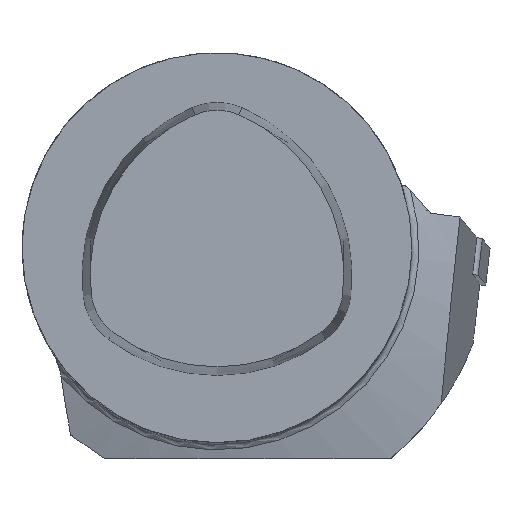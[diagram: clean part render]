
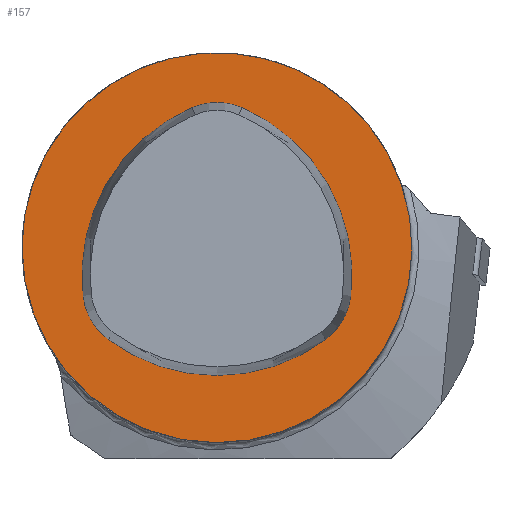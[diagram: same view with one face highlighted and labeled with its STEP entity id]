
A CAD part, top view. The second image highlights one B-rep face of the part: STEP entity #157.
In plain terms, the highlighted planar face has unit normal (0, 0, 1).
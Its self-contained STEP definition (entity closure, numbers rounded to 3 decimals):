
#112=FACE_BOUND('',#300,.T.);
#113=FACE_BOUND('',#301,.T.);
#157=ADVANCED_FACE('',(#112,#113),#206,.T.);
#206=PLANE('',#1114);
#300=EDGE_LOOP('',(#585));
#301=EDGE_LOOP('',(#586,#587,#588,#589,#590,#591));
#585=ORIENTED_EDGE('',*,*,#897,.F.);
#586=ORIENTED_EDGE('',*,*,#917,.T.);
#587=ORIENTED_EDGE('',*,*,#918,.T.);
#588=ORIENTED_EDGE('',*,*,#919,.T.);
#589=ORIENTED_EDGE('',*,*,#920,.T.);
#590=ORIENTED_EDGE('',*,*,#921,.T.);
#591=ORIENTED_EDGE('',*,*,#922,.T.);
#803=VERTEX_POINT('',#1630);
#821=VERTEX_POINT('',#1687);
#822=VERTEX_POINT('',#1688);
#823=VERTEX_POINT('',#1690);
#824=VERTEX_POINT('',#1692);
#825=VERTEX_POINT('',#1694);
#826=VERTEX_POINT('',#1696);
#897=EDGE_CURVE('',#803,#803,#984,.T.);
#917=EDGE_CURVE('',#821,#822,#991,.T.);
#918=EDGE_CURVE('',#822,#823,#992,.T.);
#919=EDGE_CURVE('',#823,#824,#993,.T.);
#920=EDGE_CURVE('',#824,#825,#994,.T.);
#921=EDGE_CURVE('',#825,#826,#995,.T.);
#922=EDGE_CURVE('',#826,#821,#996,.T.);
#984=CIRCLE('',#1093,25.);
#991=CIRCLE('',#1108,23.36);
#992=CIRCLE('',#1109,8.12);
#993=CIRCLE('',#1110,23.36);
#994=CIRCLE('',#1111,8.12);
#995=CIRCLE('',#1112,23.36);
#996=CIRCLE('',#1113,8.12);
#1093=AXIS2_PLACEMENT_3D('',#1629,#1251,#1252);
#1108=AXIS2_PLACEMENT_3D('',#1686,#1288,#1289);
#1109=AXIS2_PLACEMENT_3D('',#1689,#1290,#1291);
#1110=AXIS2_PLACEMENT_3D('',#1691,#1292,#1293);
#1111=AXIS2_PLACEMENT_3D('',#1693,#1294,#1295);
#1112=AXIS2_PLACEMENT_3D('',#1695,#1296,#1297);
#1113=AXIS2_PLACEMENT_3D('',#1697,#1298,#1299);
#1114=AXIS2_PLACEMENT_3D('',#1698,#1300,#1301);
#1251=DIRECTION('',(0.,0.,-1.));
#1252=DIRECTION('',(-1.,0.,0.));
#1288=DIRECTION('',(0.,0.,-1.));
#1289=DIRECTION('',(-1.,0.,0.));
#1290=DIRECTION('',(0.,0.,-1.));
#1291=DIRECTION('',(-1.,0.,0.));
#1292=DIRECTION('',(0.,0.,-1.));
#1293=DIRECTION('',(-1.,0.,0.));
#1294=DIRECTION('',(0.,0.,-1.));
#1295=DIRECTION('',(-1.,0.,0.));
#1296=DIRECTION('',(0.,0.,-1.));
#1297=DIRECTION('',(-1.,0.,0.));
#1298=DIRECTION('',(0.,0.,-1.));
#1299=DIRECTION('',(-1.,0.,0.));
#1300=DIRECTION('',(0.,0.,1.));
#1301=DIRECTION('',(1.,0.,0.));
#1629=CARTESIAN_POINT('',(0.,0.,0.));
#1630=CARTESIAN_POINT('',(-25.,0.,0.));
#1686=CARTESIAN_POINT('',(-6.045,-3.49,0.));
#1687=CARTESIAN_POINT('',(3.221,17.954,0.));
#1688=CARTESIAN_POINT('',(17.159,-6.188,0.));
#1689=CARTESIAN_POINT('',(9.093,-5.25,0.));
#1690=CARTESIAN_POINT('',(13.938,-11.766,0.));
#1691=CARTESIAN_POINT('',(0.,6.98,0.));
#1692=CARTESIAN_POINT('',(-13.938,-11.766,0.));
#1693=CARTESIAN_POINT('',(-9.093,-5.25,0.));
#1694=CARTESIAN_POINT('',(-17.159,-6.188,0.));
#1695=CARTESIAN_POINT('',(6.045,-3.49,0.));
#1696=CARTESIAN_POINT('',(-3.221,17.954,0.));
#1697=CARTESIAN_POINT('',(0.,10.5,0.));
#1698=CARTESIAN_POINT('',(0.,0.,0.));
